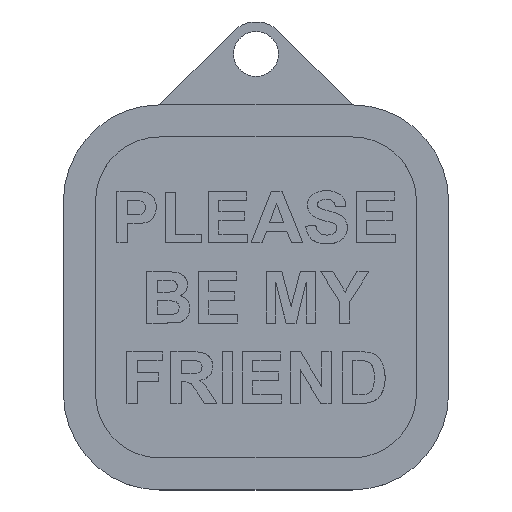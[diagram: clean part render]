
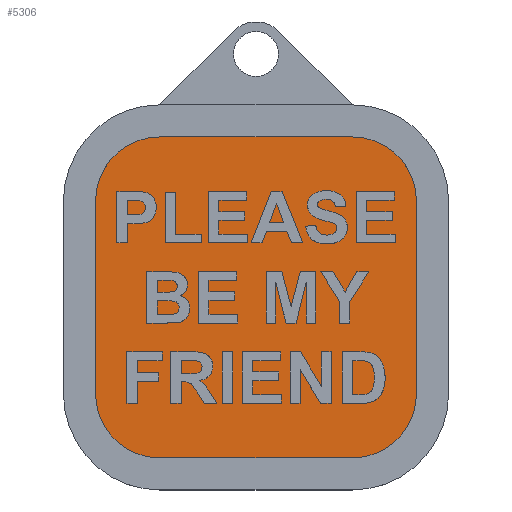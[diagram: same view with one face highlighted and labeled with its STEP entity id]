
A CAD part, top view. The second image highlights one B-rep face of the part: STEP entity #5306.
In plain terms, the highlighted planar face has unit normal (0, 0, 1).
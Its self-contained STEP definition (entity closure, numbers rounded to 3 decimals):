
#389=FACE_OUTER_BOUND('',#694,.T.);
#694=EDGE_LOOP('',(#3607,#3608,#3609,#3610,#3611,#3612,#3613,#3614));
#988=CIRCLE('',#5628,10.);
#990=CIRCLE('',#5632,10.);
#992=CIRCLE('',#5636,10.);
#994=CIRCLE('',#5640,10.);
#1019=LINE('',#6937,#1600);
#1024=LINE('',#6951,#1605);
#1028=LINE('',#6963,#1609);
#1032=LINE('',#6975,#1613);
#1600=VECTOR('',#5882,10.);
#1605=VECTOR('',#5895,10.);
#1609=VECTOR('',#5907,10.);
#1613=VECTOR('',#5919,10.);
#2180=VERTEX_POINT('',#6935);
#2181=VERTEX_POINT('',#6936);
#2184=VERTEX_POINT('',#6944);
#2186=VERTEX_POINT('',#6950);
#2188=VERTEX_POINT('',#6956);
#2190=VERTEX_POINT('',#6962);
#2192=VERTEX_POINT('',#6968);
#2194=VERTEX_POINT('',#6974);
#2717=EDGE_CURVE('',#2180,#2181,#1019,.T.);
#2721=EDGE_CURVE('',#2181,#2184,#988,.T.);
#2724=EDGE_CURVE('',#2184,#2186,#1024,.T.);
#2727=EDGE_CURVE('',#2186,#2188,#990,.T.);
#2730=EDGE_CURVE('',#2188,#2190,#1028,.T.);
#2733=EDGE_CURVE('',#2190,#2192,#992,.T.);
#2736=EDGE_CURVE('',#2192,#2194,#1032,.T.);
#2739=EDGE_CURVE('',#2194,#2180,#994,.T.);
#3607=ORIENTED_EDGE('',*,*,#2717,.T.);
#3608=ORIENTED_EDGE('',*,*,#2721,.T.);
#3609=ORIENTED_EDGE('',*,*,#2724,.T.);
#3610=ORIENTED_EDGE('',*,*,#2727,.T.);
#3611=ORIENTED_EDGE('',*,*,#2730,.T.);
#3612=ORIENTED_EDGE('',*,*,#2733,.T.);
#3613=ORIENTED_EDGE('',*,*,#2736,.T.);
#3614=ORIENTED_EDGE('',*,*,#2739,.T.);
#5101=PLANE('',#5658);
#5306=ADVANCED_FACE('',(#389),#5101,.T.);
#5628=AXIS2_PLACEMENT_3D('',#6945,#5888,#5889);
#5632=AXIS2_PLACEMENT_3D('',#6957,#5900,#5901);
#5636=AXIS2_PLACEMENT_3D('',#6969,#5912,#5913);
#5640=AXIS2_PLACEMENT_3D('',#6980,#5924,#5925);
#5658=AXIS2_PLACEMENT_3D('',#7022,#5972,#5973);
#5882=DIRECTION('',(0.,-1.,0.));
#5888=DIRECTION('center_axis',(0.,0.,1.));
#5889=DIRECTION('ref_axis',(-1.,0.,0.));
#5895=DIRECTION('',(1.,0.,0.));
#5900=DIRECTION('center_axis',(0.,0.,1.));
#5901=DIRECTION('ref_axis',(0.,-1.,0.));
#5907=DIRECTION('',(0.,1.,0.));
#5912=DIRECTION('center_axis',(0.,0.,1.));
#5913=DIRECTION('ref_axis',(1.,0.,0.));
#5919=DIRECTION('',(-1.,0.,0.));
#5924=DIRECTION('center_axis',(0.,0.,1.));
#5925=DIRECTION('ref_axis',(0.,1.,0.));
#5972=DIRECTION('center_axis',(0.,0.,1.));
#5973=DIRECTION('ref_axis',(1.,0.,0.));
#6935=CARTESIAN_POINT('',(-25.,15.,0.));
#6936=CARTESIAN_POINT('',(-25.,-15.,0.));
#6937=CARTESIAN_POINT('',(-25.,-7.5,0.));
#6944=CARTESIAN_POINT('',(-15.,-25.,0.));
#6945=CARTESIAN_POINT('Origin',(-15.,-15.,0.));
#6950=CARTESIAN_POINT('',(15.,-25.,0.));
#6951=CARTESIAN_POINT('',(7.5,-25.,0.));
#6956=CARTESIAN_POINT('',(25.,-15.,0.));
#6957=CARTESIAN_POINT('Origin',(15.,-15.,0.));
#6962=CARTESIAN_POINT('',(25.,15.,0.));
#6963=CARTESIAN_POINT('',(25.,7.5,0.));
#6968=CARTESIAN_POINT('',(15.,25.,0.));
#6969=CARTESIAN_POINT('Origin',(15.,15.,0.));
#6974=CARTESIAN_POINT('',(-15.,25.,0.));
#6975=CARTESIAN_POINT('',(-7.5,25.,0.));
#6980=CARTESIAN_POINT('Origin',(-15.,15.,0.));
#7022=CARTESIAN_POINT('Origin',(0.,0.,0.));
